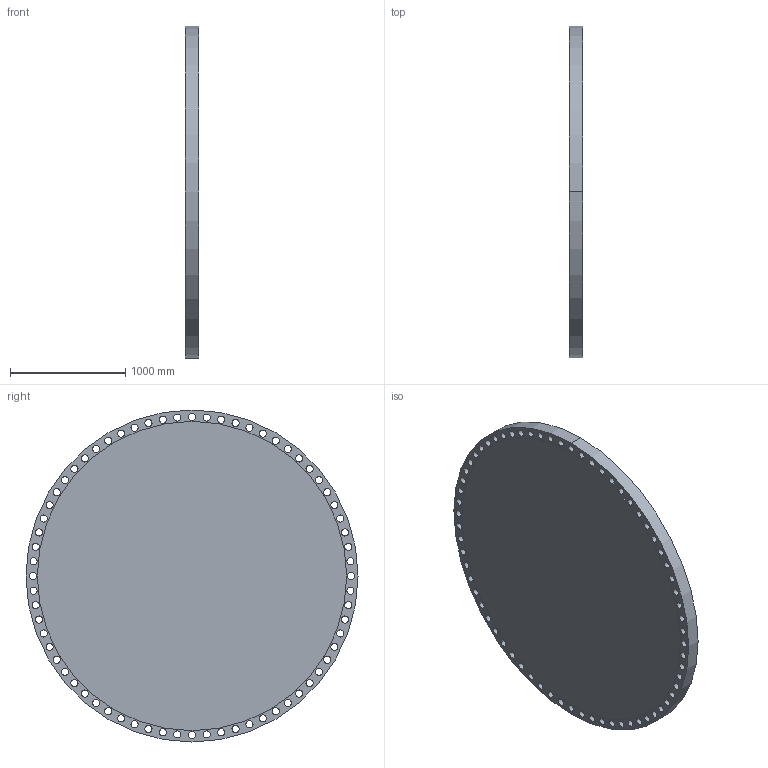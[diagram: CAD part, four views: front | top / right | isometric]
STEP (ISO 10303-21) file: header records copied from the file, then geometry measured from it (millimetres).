
FILE_DESCRIPTION (( 'STEP AP203' ), '1' );
FILE_NAME ('96_CL125_B161_RF_BLF.STEP', '2024-01-13T00:05:44', ( '' ), ( '' ), 'SwSTEP 2.0', 'SolidWorks 2023', '' );
FILE_SCHEMA (( 'CONFIG_CONTROL_DESIGN' ));
Length unit declared in the file: inch
Products named in the file (1): 96_CL125_B161_RF_BLF
Bounding box: 117.47 x 2876.55 x 2876.55 mm (x, y, z)
Volume: 738359588.6 mm3; surface area: 15181573.6 mm2
Topology: 1 solids, 1 shells, 143 faces, 420 edges, 280 vertices
Faces by surface type: cylinder 140, plane 3
Entity records: 5285 total; most frequent: DIRECTION 988, CARTESIAN_POINT 844, ORIENTED_EDGE 840, AXIS2_PLACEMENT_3D 424, EDGE_CURVE 420, VERTEX_POINT 280, EDGE_LOOP 280, CIRCLE 280
